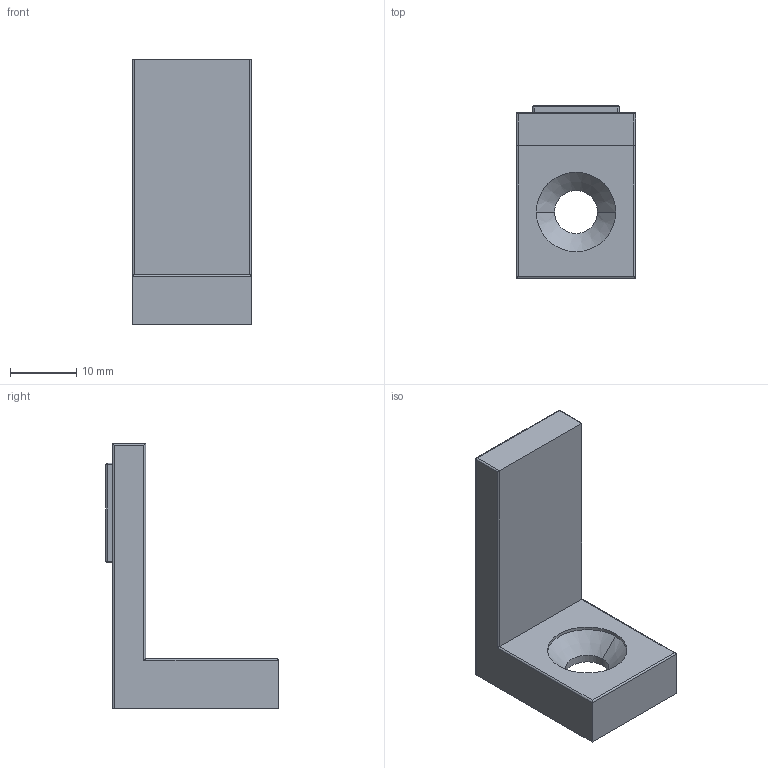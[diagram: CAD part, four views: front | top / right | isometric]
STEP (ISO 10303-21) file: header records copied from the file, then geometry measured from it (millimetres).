
FILE_DESCRIPTION (( 'STEP AP203' ), '1' );
FILE_NAME ('60500-V4A-00.step', '2017-05-04T14:57:43', ( '' ), ( '' ), 'SwSTEP 2.0', 'SolidWorks 2015', '' );
FILE_SCHEMA (( 'CONFIG_CONTROL_DESIGN' ));
Length unit declared in the file: millimetre
Products named in the file (1): 60500-V4A-00
Bounding box: 18 x 26 x 40 mm (x, y, z)
Volume: 5527.6 mm3; surface area: 3651.9 mm2
Topology: 2 solids, 2 shells, 294 faces, 754 edges, 492 vertices
Faces by surface type: plane 140, bspline 125, cylinder 23, sphere 4, cone 2
Entity records: 16735 total; most frequent: CARTESIAN_POINT 10424, ORIENTED_EDGE 1500, DIRECTION 850, EDGE_CURVE 750, VERTEX_POINT 492, LINE 462, VECTOR 462, EDGE_LOOP 328
